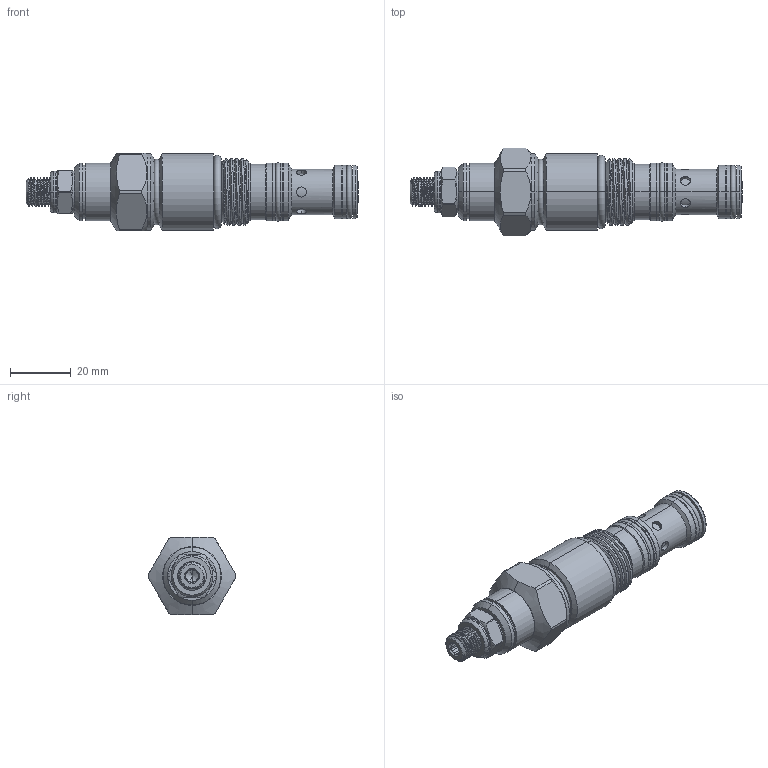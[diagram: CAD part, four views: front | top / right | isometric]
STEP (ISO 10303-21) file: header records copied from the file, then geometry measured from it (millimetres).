
FILE_DESCRIPTION (( 'STEP AP203' ), '1' );
FILE_NAME ('CA10WC3E-L.STEP', '2020-11-02T03:57:00', ( '' ), ( '' ), 'SwSTEP 2.0', 'SolidWorks 2018', '' );
FILE_SCHEMA (( 'CONFIG_CONTROL_DESIGN' ));
Length unit declared in the file: millimetre
Products named in the file (1): CA10WC3E-L
Bounding box: 109.18 x 28.8 x 25.4 mm (x, y, z)
Volume: 33940.5 mm3; surface area: 10249.3 mm2
Topology: 2 solids, 2 shells, 267 faces, 625 edges, 390 vertices
Faces by surface type: cylinder 126, plane 60, cone 43, torus 28, bspline 9, sphere 1
Entity records: 15749 total; most frequent: CARTESIAN_POINT 9728, DIRECTION 1249, ORIENTED_EDGE 1242, EDGE_CURVE 621, AXIS2_PLACEMENT_3D 524, VERTEX_POINT 389, EDGE_LOOP 298, FACE_OUTER_BOUND 267
